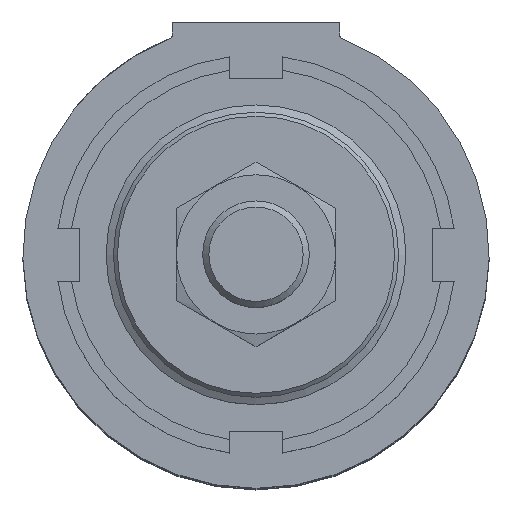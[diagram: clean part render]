
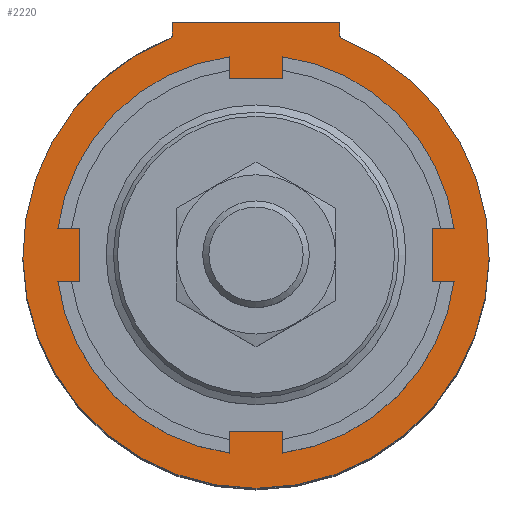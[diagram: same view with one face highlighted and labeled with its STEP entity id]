
A CAD part, top view. The second image highlights one B-rep face of the part: STEP entity #2220.
In plain terms, the highlighted face is planar.
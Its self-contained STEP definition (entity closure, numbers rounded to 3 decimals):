
#84=PLANE('',#2467);
#172=LINE('',#3671,#312);
#176=LINE('',#3685,#316);
#180=LINE('',#3697,#320);
#312=VECTOR('',#2843,1000.);
#316=VECTOR('',#2857,1000.);
#320=VECTOR('',#2869,1000.);
#635=ORIENTED_EDGE('',*,*,#1176,.T.);
#636=ORIENTED_EDGE('',*,*,#1177,.T.);
#637=ORIENTED_EDGE('',*,*,#1180,.F.);
#638=ORIENTED_EDGE('',*,*,#1183,.F.);
#639=ORIENTED_EDGE('',*,*,#1187,.F.);
#640=ORIENTED_EDGE('',*,*,#1190,.F.);
#641=ORIENTED_EDGE('',*,*,#1193,.F.);
#642=ORIENTED_EDGE('',*,*,#1196,.T.);
#643=ORIENTED_EDGE('',*,*,#1159,.F.);
#1159=EDGE_CURVE('',#1443,#1444,#1632,.T.);
#1176=EDGE_CURVE('',#1460,#1460,#1645,.T.);
#1177=EDGE_CURVE('',#1443,#1461,#1646,.T.);
#1180=EDGE_CURVE('',#1463,#1461,#172,.T.);
#1183=EDGE_CURVE('',#1465,#1463,#1648,.T.);
#1187=EDGE_CURVE('',#1468,#1465,#176,.T.);
#1190=EDGE_CURVE('',#1470,#1468,#1651,.T.);
#1193=EDGE_CURVE('',#1472,#1470,#180,.T.);
#1196=EDGE_CURVE('',#1472,#1444,#1653,.T.);
#1443=VERTEX_POINT('',#3605);
#1444=VERTEX_POINT('',#3606);
#1460=VERTEX_POINT('',#3663);
#1461=VERTEX_POINT('',#3666);
#1463=VERTEX_POINT('',#3672);
#1465=VERTEX_POINT('',#3678);
#1468=VERTEX_POINT('',#3686);
#1470=VERTEX_POINT('',#3692);
#1472=VERTEX_POINT('',#3698);
#1632=CIRCLE('',#2424,35.);
#1645=CIRCLE('',#2448,22.5);
#1646=CIRCLE('',#2450,0.3);
#1648=CIRCLE('',#2454,0.2);
#1651=CIRCLE('',#2459,0.2);
#1653=CIRCLE('',#2463,0.3);
#1788=EDGE_LOOP('',(#635));
#1789=EDGE_LOOP('',(#636,#637,#638,#639,#640,#641,#642,#643));
#1990=FACE_BOUND('',#1788,.T.);
#1991=FACE_BOUND('',#1789,.T.);
#2220=ADVANCED_FACE('',(#1990,#1991),#84,.F.);
#2424=AXIS2_PLACEMENT_3D('',#3604,#2781,#2782);
#2448=AXIS2_PLACEMENT_3D('',#3662,#2832,#2833);
#2450=AXIS2_PLACEMENT_3D('',#3665,#2836,#2837);
#2454=AXIS2_PLACEMENT_3D('',#3677,#2848,#2849);
#2459=AXIS2_PLACEMENT_3D('',#3691,#2862,#2863);
#2463=AXIS2_PLACEMENT_3D('',#3703,#2874,#2875);
#2467=AXIS2_PLACEMENT_3D('',#3708,#2882,#2883);
#2781=DIRECTION('',(1.,0.,0.));
#2782=DIRECTION('',(0.,0.,-1.));
#2832=DIRECTION('',(1.,0.,0.));
#2833=DIRECTION('',(0.,0.,-1.));
#2836=DIRECTION('',(1.,0.,0.));
#2837=DIRECTION('',(0.,0.,-1.));
#2843=DIRECTION('',(0.,-1.,0.));
#2848=DIRECTION('',(1.,0.,0.));
#2849=DIRECTION('',(0.,0.,-1.));
#2857=DIRECTION('',(0.,0.,1.));
#2862=DIRECTION('',(1.,0.,0.));
#2863=DIRECTION('',(0.,0.,-1.));
#2869=DIRECTION('',(0.,1.,0.));
#2874=DIRECTION('',(1.,0.,0.));
#2875=DIRECTION('',(0.,0.,-1.));
#2882=DIRECTION('',(1.,0.,0.));
#2883=DIRECTION('',(0.,0.,-1.));
#3604=CARTESIAN_POINT('',(33.,0.,0.));
#3605=CARTESIAN_POINT('',(33.,32.579,12.79));
#3606=CARTESIAN_POINT('',(33.,32.579,-12.79));
#3662=CARTESIAN_POINT('',(33.,0.,0.));
#3663=CARTESIAN_POINT('',(33.,0.,-22.5));
#3665=CARTESIAN_POINT('',(33.,32.858,12.9));
#3666=CARTESIAN_POINT('',(33.,32.858,12.6));
#3671=CARTESIAN_POINT('',(33.,34.8,12.6));
#3672=CARTESIAN_POINT('',(33.,34.8,12.6));
#3677=CARTESIAN_POINT('',(33.,34.8,12.4));
#3678=CARTESIAN_POINT('',(33.,35.,12.4));
#3685=CARTESIAN_POINT('',(33.,35.,-12.4));
#3686=CARTESIAN_POINT('',(33.,35.,-12.4));
#3691=CARTESIAN_POINT('',(33.,34.8,-12.4));
#3692=CARTESIAN_POINT('',(33.,34.8,-12.6));
#3697=CARTESIAN_POINT('',(33.,32.858,-12.6));
#3698=CARTESIAN_POINT('',(33.,32.858,-12.6));
#3703=CARTESIAN_POINT('',(33.,32.858,-12.9));
#3708=CARTESIAN_POINT('',(33.,32.858,12.9));
